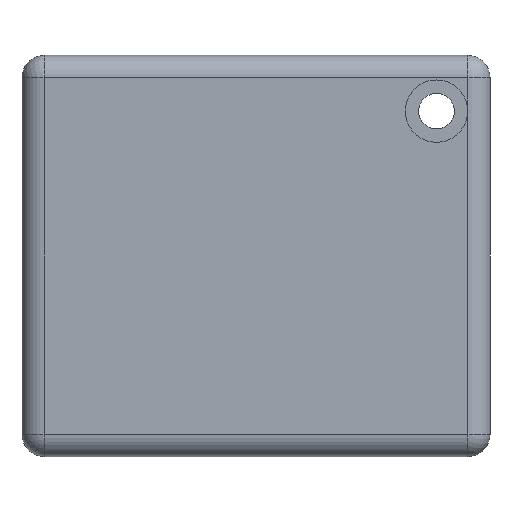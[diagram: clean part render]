
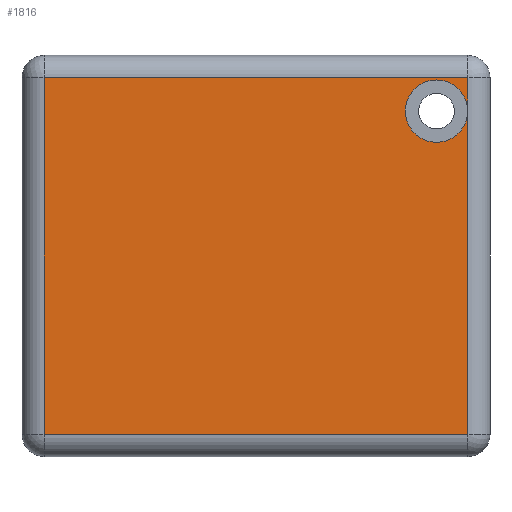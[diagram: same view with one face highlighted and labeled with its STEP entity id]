
A CAD part, front view. The second image highlights one B-rep face of the part: STEP entity #1816.
In plain terms, the highlighted planar face has unit normal (0, -1, 0).
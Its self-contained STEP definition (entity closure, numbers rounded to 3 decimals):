
#83=PLANE('',#2049);
#183=FACE_OUTER_BOUND('',#305,.T.);
#305=EDGE_LOOP('',(#1521,#1522,#1523,#1524,#1525,#1526,#1527));
#440=LINE('',#3217,#573);
#441=LINE('',#3219,#574);
#442=LINE('',#3221,#575);
#443=LINE('',#3223,#576);
#444=LINE('',#3224,#577);
#573=VECTOR('',#2589,10.);
#574=VECTOR('',#2590,10.);
#575=VECTOR('',#2591,10.);
#576=VECTOR('',#2592,10.);
#577=VECTOR('',#2593,10.);
#691=CIRCLE('',#2045,2.8);
#692=CIRCLE('',#2046,2.8);
#841=VERTEX_POINT('',#3207);
#842=VERTEX_POINT('',#3208);
#844=VERTEX_POINT('',#3216);
#845=VERTEX_POINT('',#3218);
#846=VERTEX_POINT('',#3220);
#847=VERTEX_POINT('',#3222);
#1079=EDGE_CURVE('',#841,#842,#691,.T.);
#1080=EDGE_CURVE('',#842,#841,#692,.T.);
#1083=EDGE_CURVE('',#844,#841,#440,.T.);
#1084=EDGE_CURVE('',#845,#844,#441,.T.);
#1085=EDGE_CURVE('',#846,#845,#442,.T.);
#1086=EDGE_CURVE('',#847,#846,#443,.T.);
#1087=EDGE_CURVE('',#841,#847,#444,.T.);
#1521=ORIENTED_EDGE('',*,*,#1083,.F.);
#1522=ORIENTED_EDGE('',*,*,#1084,.F.);
#1523=ORIENTED_EDGE('',*,*,#1085,.F.);
#1524=ORIENTED_EDGE('',*,*,#1086,.F.);
#1525=ORIENTED_EDGE('',*,*,#1087,.F.);
#1526=ORIENTED_EDGE('',*,*,#1079,.T.);
#1527=ORIENTED_EDGE('',*,*,#1080,.T.);
#1816=ADVANCED_FACE('',(#183),#83,.F.);
#2045=AXIS2_PLACEMENT_3D('',#3209,#2578,#2579);
#2046=AXIS2_PLACEMENT_3D('',#3210,#2580,#2581);
#2049=AXIS2_PLACEMENT_3D('',#3215,#2587,#2588);
#2578=DIRECTION('center_axis',(0.,1.,0.));
#2579=DIRECTION('ref_axis',(1.,0.,0.));
#2580=DIRECTION('center_axis',(0.,1.,0.));
#2581=DIRECTION('ref_axis',(1.,0.,0.));
#2587=DIRECTION('center_axis',(0.,1.,0.));
#2588=DIRECTION('ref_axis',(1.,0.,0.));
#2589=DIRECTION('',(0.,0.,-1.));
#2590=DIRECTION('',(1.,0.,0.));
#2591=DIRECTION('',(0.,0.,1.));
#2592=DIRECTION('',(-1.,0.,0.));
#2593=DIRECTION('',(0.,0.,-1.));
#3207=CARTESIAN_POINT('',(19.,-2.,13.));
#3208=CARTESIAN_POINT('',(13.4,-2.,13.));
#3209=CARTESIAN_POINT('Origin',(16.2,-2.,13.));
#3210=CARTESIAN_POINT('Origin',(16.2,-2.,13.));
#3215=CARTESIAN_POINT('Origin',(0.,-2.,0.));
#3216=CARTESIAN_POINT('',(19.,-2.,16.));
#3217=CARTESIAN_POINT('',(19.,-2.,8.));
#3218=CARTESIAN_POINT('',(-19.,-2.,16.));
#3219=CARTESIAN_POINT('',(-9.5,-2.,16.));
#3220=CARTESIAN_POINT('',(-19.,-2.,-16.));
#3221=CARTESIAN_POINT('',(-19.,-2.,-8.));
#3222=CARTESIAN_POINT('',(19.,-2.,-16.));
#3223=CARTESIAN_POINT('',(9.5,-2.,-16.));
#3224=CARTESIAN_POINT('',(19.,-2.,8.));
